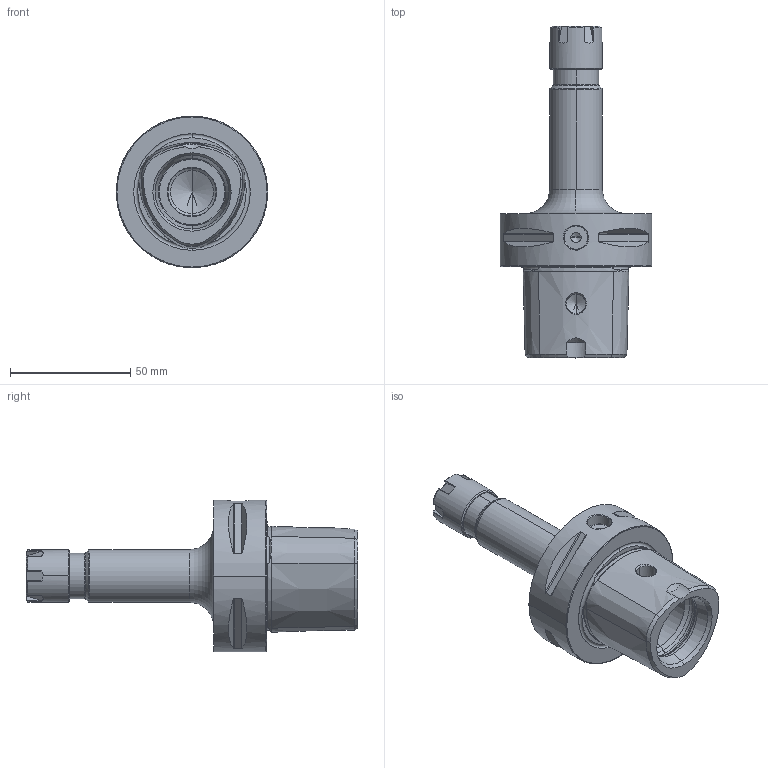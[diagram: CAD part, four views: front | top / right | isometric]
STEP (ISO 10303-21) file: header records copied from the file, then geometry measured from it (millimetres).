
FILE_DESCRIPTION((''),'2;1');
FILE_NAME('CC6-021-16-7_ASM','2011-09-13T',('mei'),(''),'PRO/ENGINEER BY PARAMETRIC TECHNOLOGY CORPORATION, 2010430','PRO/ENGINEER BY PARAMETRIC TECHNOLOGY CORPORATION, 2010430','');
FILE_SCHEMA(('CONFIG_CONTROL_DESIGN'));
Length unit declared in the file: millimetre
Products named in the file (3): CC6-021-16-7; 915010-0002-; CC6-021-16-7_ASM
Assembly tree (2 placements, depth 2):
  CC6-021-16-7_ASM
    CC6-021-16-7
    915010-0002-
Bounding box: 63 x 138 x 63 mm (x, y, z)
Volume: 120070.1 mm3; surface area: 31945.6 mm2
Topology: 2 solids, 4 shells, 346 faces, 1028 edges, 695 vertices
Faces by surface type: cylinder 165, cone 78, plane 69, torus 32, bspline 2
Entity records: 13133 total; most frequent: CARTESIAN_POINT 4255, ORIENTED_EDGE 2038, DIRECTION 1614, EDGE_CURVE 1022, VERTEX_POINT 695, AXIS2_PLACEMENT_3D 641, B_SPLINE_CURVE_WITH_KNOTS 402, EDGE_LOOP 365
